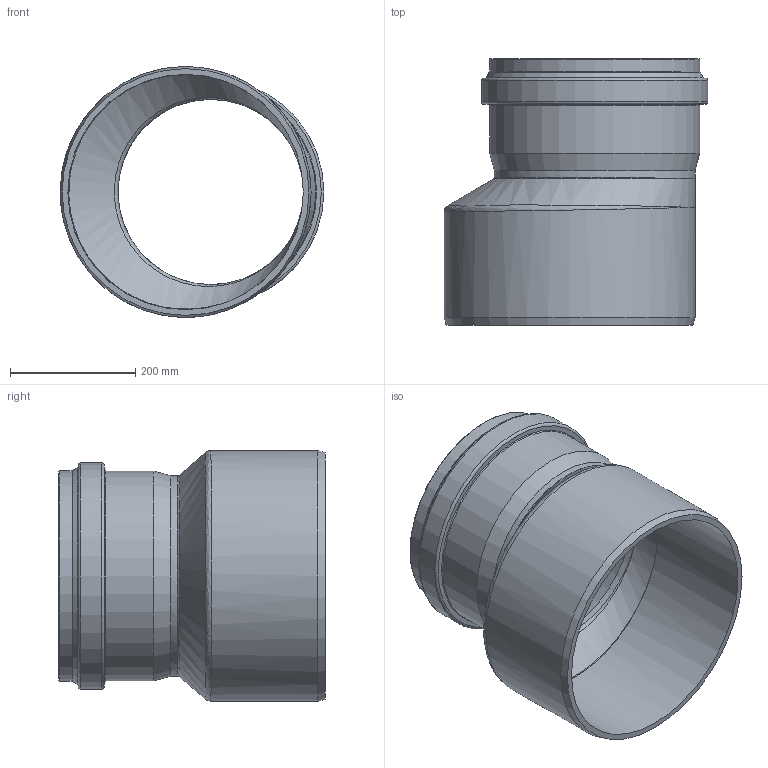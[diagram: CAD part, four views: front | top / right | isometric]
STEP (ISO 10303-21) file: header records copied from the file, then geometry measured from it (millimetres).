
FILE_DESCRIPTION(/* description */ (''),/* implementation_level */ '2;1');
FILE_NAME(/* name */ '775880 KG2000R Reduktion DN_OD 400_315.stp',/* time_stamp */ '2017-01-30T16:26:42+01:00',/* author */ ('user1'),/* organization */ (''),/* preprocessor_version */ 'ST-DEVELOPER v16.1',/* originating_system */ 'Autodesk Inventor 2016',/* authorisation */ '');
FILE_SCHEMA (('AUTOMOTIVE_DESIGN { 1 0 10303 214 3 1 1 }'));
Length unit declared in the file: millimetre
Products named in the file (1): 775880 KG2000R Reduktion DN_OD 400_315
Bounding box: 420.45 x 425 x 400 mm (x, y, z)
Volume: 5712870.6 mm3; surface area: 1052150.7 mm2
Topology: 1 solids, 1 shells, 44 faces, 93 edges, 46 vertices
Faces by surface type: torus 14, cylinder 11, cone 8, bspline 6, plane 5
Full cylindrical faces by diameter (mm): 295.3 x1, 317.1 x1, 317.5 x2, 319.9 x1, 334.7 x1, 335.1 x1, 343.2 x1, 360.8 x1, 375.4 x1, 400 x1
Entity records: 2777 total; most frequent: CARTESIAN_POINT 2030, DIRECTION 150, ORIENTED_EDGE 100, EDGE_LOOP 82, AXIS2_PLACEMENT_3D 75, EDGE_CURVE 50, FACE_OUTER_BOUND 44, VERTEX_POINT 44
